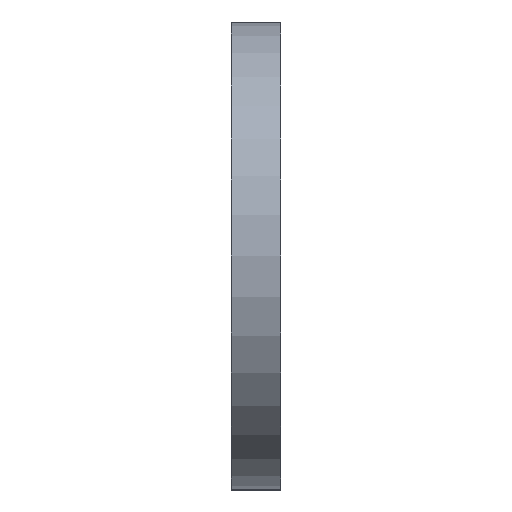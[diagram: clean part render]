
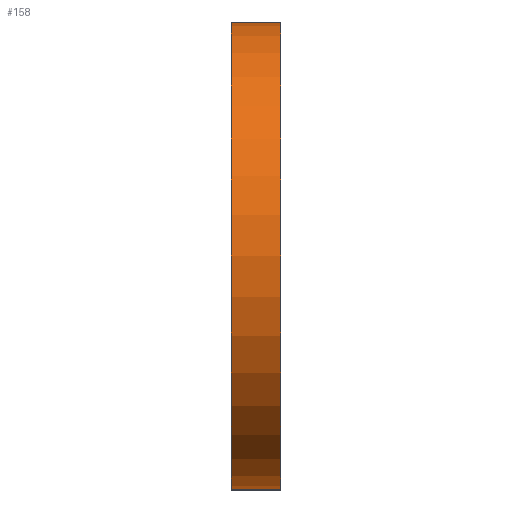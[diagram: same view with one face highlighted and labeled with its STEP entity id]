
A CAD part, left-side view. The second image highlights one B-rep face of the part: STEP entity #158.
In plain terms, the highlighted cylindrical face has radius 28.5 mm (diameter 57 mm), a partial arc.
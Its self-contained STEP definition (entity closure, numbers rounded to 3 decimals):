
#11 = FACE_OUTER_BOUND ( 'NONE', #1598, .T. ) ;
#17 = LINE ( 'NONE', #2591, #662 ) ;
#115 = VECTOR ( 'NONE', #2236, 1000. ) ;
#158 = ADVANCED_FACE ( 'NONE', ( #11 ), #2642, .T. ) ;
#167 = LINE ( 'NONE', #1711, #115 ) ;
#262 = CARTESIAN_POINT ( 'NONE',  ( 0., 0., 28.5 ) ) ;
#391 = ORIENTED_EDGE ( 'NONE', *, *, #2214, .F. ) ;
#427 = EDGE_CURVE ( 'NONE', #3188, #726, #167, .T. ) ;
#461 = CARTESIAN_POINT ( 'NONE',  ( 0., 6., 0. ) ) ;
#662 = VECTOR ( 'NONE', #1596, 1000. ) ;
#726 = VERTEX_POINT ( 'NONE', #2142 ) ;
#758 = DIRECTION ( 'NONE',  ( 0., 1., 0. ) ) ;
#792 = DIRECTION ( 'NONE',  ( 0., -1., 0. ) ) ;
#809 = DIRECTION ( 'NONE',  ( 0., 0., 1. ) ) ;
#844 = EDGE_CURVE ( 'NONE', #726, #2270, #2385, .T. ) ;
#888 = AXIS2_PLACEMENT_3D ( 'NONE', #2403, #792, #2075 ) ;
#895 = AXIS2_PLACEMENT_3D ( 'NONE', #1295, #2110, #809 ) ;
#986 = EDGE_CURVE ( 'NONE', #3188, #1785, #2281, .T. ) ;
#1295 = CARTESIAN_POINT ( 'NONE',  ( 0., 0., 0. ) ) ;
#1398 = AXIS2_PLACEMENT_3D ( 'NONE', #461, #758, #3171 ) ;
#1596 = DIRECTION ( 'NONE',  ( 0., -1., 0. ) ) ;
#1598 = EDGE_LOOP ( 'NONE', ( #3249, #391, #2541, #2016 ) ) ;
#1711 = CARTESIAN_POINT ( 'NONE',  ( 0., 6., -28.5 ) ) ;
#1785 = VERTEX_POINT ( 'NONE', #2651 ) ;
#2016 = ORIENTED_EDGE ( 'NONE', *, *, #427, .T. ) ;
#2075 = DIRECTION ( 'NONE',  ( 0., 0., -1. ) ) ;
#2110 = DIRECTION ( 'NONE',  ( 0., 1., 0. ) ) ;
#2142 = CARTESIAN_POINT ( 'NONE',  ( 0., 0., -28.5 ) ) ;
#2214 = EDGE_CURVE ( 'NONE', #1785, #2270, #17, .T. ) ;
#2236 = DIRECTION ( 'NONE',  ( 0., -1., 0. ) ) ;
#2270 = VERTEX_POINT ( 'NONE', #262 ) ;
#2281 = CIRCLE ( 'NONE', #1398, 28.5 ) ;
#2385 = CIRCLE ( 'NONE', #895, 28.5 ) ;
#2403 = CARTESIAN_POINT ( 'NONE',  ( 0., 6., 0. ) ) ;
#2541 = ORIENTED_EDGE ( 'NONE', *, *, #986, .F. ) ;
#2591 = CARTESIAN_POINT ( 'NONE',  ( 0., 6., 28.5 ) ) ;
#2642 = CYLINDRICAL_SURFACE ( 'NONE', #888, 28.5 ) ;
#2651 = CARTESIAN_POINT ( 'NONE',  ( 0., 6., 28.5 ) ) ;
#3171 = DIRECTION ( 'NONE',  ( 0., 0., 1. ) ) ;
#3188 = VERTEX_POINT ( 'NONE', #3386 ) ;
#3249 = ORIENTED_EDGE ( 'NONE', *, *, #844, .T. ) ;
#3386 = CARTESIAN_POINT ( 'NONE',  ( 0., 6., -28.5 ) ) ;
